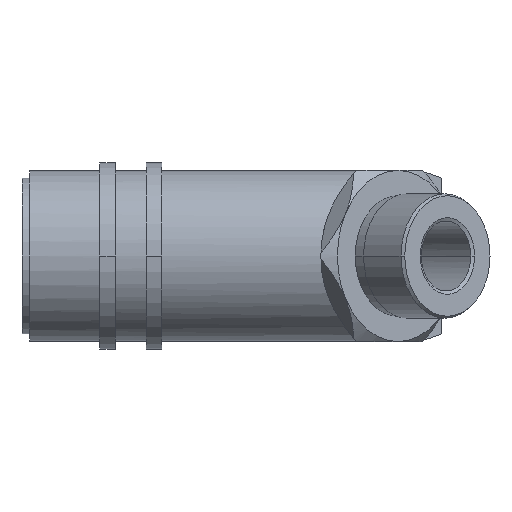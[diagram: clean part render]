
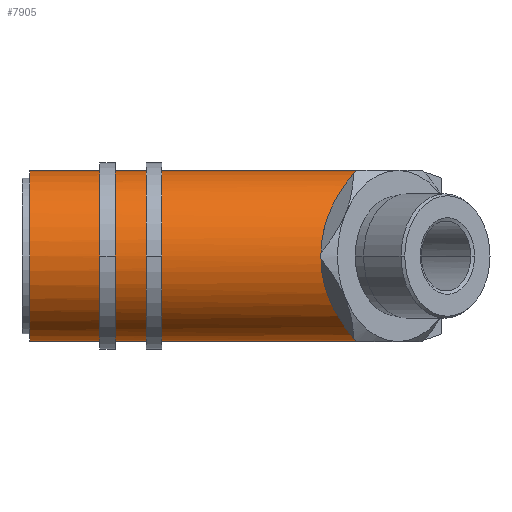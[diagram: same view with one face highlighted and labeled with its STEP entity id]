
A CAD part, front view. The second image highlights one B-rep face of the part: STEP entity #7905.
In plain terms, the highlighted cylindrical face has radius 11 mm (diameter 22 mm), a partial arc.
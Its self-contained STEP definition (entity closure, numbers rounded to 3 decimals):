
#23 =( BOUNDED_CURVE ( )  B_SPLINE_CURVE ( 3, ( #3024, #2293, #6427, #5076 ),
 .UNSPECIFIED., .F., .F. ) 
 B_SPLINE_CURVE_WITH_KNOTS ( ( 4, 4 ),
 ( 1.398, 1.571 ),
 .UNSPECIFIED. ) 
 CURVE ( )  GEOMETRIC_REPRESENTATION_ITEM ( )  RATIONAL_B_SPLINE_CURVE ( ( 1., 0.998, 0.998, 1. ) ) 
 REPRESENTATION_ITEM ( '' )  );
#28 = CARTESIAN_POINT ( 'NONE',  ( 48.18, -1.264, -10.945 ) ) ;
#151 = CARTESIAN_POINT ( 'NONE',  ( 0., 0., -11. ) ) ;
#815 = LINE ( 'NONE', #151, #2251 ) ;
#862 = CARTESIAN_POINT ( 'NONE',  ( 47.556, -1.887, -10.837 ) ) ;
#901 = EDGE_CURVE ( 'NONE', #8834, #3557, #815, .T. ) ;
#1042 = DIRECTION ( 'NONE',  ( -1., 0., 0. ) ) ;
#1475 = CARTESIAN_POINT ( 'NONE',  ( 0., 0., 11. ) ) ;
#1542 = EDGE_CURVE ( 'NONE', #6290, #2881, #8978, .T. ) ;
#1560 = CARTESIAN_POINT ( 'NONE',  ( 49.444, 0., -11. ) ) ;
#1680 = ORIENTED_EDGE ( 'NONE', *, *, #1542, .T. ) ;
#1795 = CIRCLE ( 'NONE', #4762, 11. ) ;
#1900 = VERTEX_POINT ( 'NONE', #2824 ) ;
#1902 = ORIENTED_EDGE ( 'NONE', *, *, #5577, .T. ) ;
#2003 = CARTESIAN_POINT ( 'NONE',  ( 1., 0., -11. ) ) ;
#2183 = DIRECTION ( 'NONE',  ( -1., 0., 0. ) ) ;
#2223 = LINE ( 'NONE', #1475, #4587 ) ;
#2251 = VECTOR ( 'NONE', #3600, 1000. ) ;
#2257 = CARTESIAN_POINT ( 'NONE',  ( 38.444, -11., 0. ) ) ;
#2293 = CARTESIAN_POINT ( 'NONE',  ( 48.18, -1.264, 10.945 ) ) ;
#2361 = CARTESIAN_POINT ( 'NONE',  ( 47.556, -1.887, -10.837 ) ) ;
#2441 = DIRECTION ( 'NONE',  ( 0., 0., 1. ) ) ;
#2467 = ORIENTED_EDGE ( 'NONE', *, *, #2621, .T. ) ;
#2591 = CARTESIAN_POINT ( 'NONE',  ( 49.444, 0., 11. ) ) ;
#2621 = EDGE_CURVE ( 'NONE', #3066, #1900, #2223, .T. ) ;
#2782 = CARTESIAN_POINT ( 'NONE',  ( 38.444, -11., 5.595 ) ) ;
#2824 = CARTESIAN_POINT ( 'NONE',  ( 1., 0., 11. ) ) ;
#2826 = CARTESIAN_POINT ( 'NONE',  ( 47.556, -1.887, 10.837 ) ) ;
#2881 = VERTEX_POINT ( 'NONE', #6072 ) ;
#2946 = ORIENTED_EDGE ( 'NONE', *, *, #6819, .T. ) ;
#3024 = CARTESIAN_POINT ( 'NONE',  ( 47.556, -1.887, 10.837 ) ) ;
#3066 = VERTEX_POINT ( 'NONE', #2591 ) ;
#3557 = VERTEX_POINT ( 'NONE', #2003 ) ;
#3600 = DIRECTION ( 'NONE',  ( -1., 0., 0. ) ) ;
#3820 = EDGE_CURVE ( 'NONE', #2881, #7412, #8277, .T. ) ;
#4403 = CARTESIAN_POINT ( 'NONE',  ( 48.811, -0.633, -11. ) ) ;
#4430 =( BOUNDED_CURVE ( )  B_SPLINE_CURVE ( 3, ( #1560, #4403, #28, #862 ),
 .UNSPECIFIED., .F., .F. ) 
 B_SPLINE_CURVE_WITH_KNOTS ( ( 4, 4 ),
 ( 4.712, 4.885 ),
 .UNSPECIFIED. ) 
 CURVE ( )  GEOMETRIC_REPRESENTATION_ITEM ( )  RATIONAL_B_SPLINE_CURVE ( ( 1., 0.998, 0.998, 1. ) ) 
 REPRESENTATION_ITEM ( '' )  );
#4587 = VECTOR ( 'NONE', #2183, 1000. ) ;
#4762 = AXIS2_PLACEMENT_3D ( 'NONE', #5973, #1042, #2441 ) ;
#4998 = CARTESIAN_POINT ( 'NONE',  ( 38.444, -11., -5.595 ) ) ;
#5041 = CARTESIAN_POINT ( 'NONE',  ( 42.044, -7.399, -9.877 ) ) ;
#5076 = CARTESIAN_POINT ( 'NONE',  ( 49.444, 0., 11. ) ) ;
#5192 = ORIENTED_EDGE ( 'NONE', *, *, #5706, .F. ) ;
#5577 = EDGE_CURVE ( 'NONE', #8834, #6290, #4430, .T. ) ;
#5706 = EDGE_CURVE ( 'NONE', #3557, #1900, #1795, .T. ) ;
#5726 = ORIENTED_EDGE ( 'NONE', *, *, #3820, .T. ) ;
#5790 = CARTESIAN_POINT ( 'NONE',  ( 0., 0., 0. ) ) ;
#5838 = CARTESIAN_POINT ( 'NONE',  ( 47.556, -1.887, -10.837 ) ) ;
#5973 = CARTESIAN_POINT ( 'NONE',  ( 1., 0., 0. ) ) ;
#6072 = CARTESIAN_POINT ( 'NONE',  ( 38.444, -11., 0. ) ) ;
#6290 = VERTEX_POINT ( 'NONE', #2361 ) ;
#6427 = CARTESIAN_POINT ( 'NONE',  ( 48.811, -0.633, 11. ) ) ;
#6819 = EDGE_CURVE ( 'NONE', #7412, #3066, #23, .T. ) ;
#7078 = EDGE_LOOP ( 'NONE', ( #8320, #1902, #1680, #5726, #2946, #2467, #5192 ) ) ;
#7159 = AXIS2_PLACEMENT_3D ( 'NONE', #5790, #8090, #7178 ) ;
#7178 = DIRECTION ( 'NONE',  ( 0., 0., 1. ) ) ;
#7263 = CYLINDRICAL_SURFACE ( 'NONE', #7159, 11. ) ;
#7412 = VERTEX_POINT ( 'NONE', #8677 ) ;
#7905 = ADVANCED_FACE ( 'NONE', ( #8741 ), #7263, .T. ) ;
#8090 = DIRECTION ( 'NONE',  ( -1., 0., 0. ) ) ;
#8277 =( BOUNDED_CURVE ( )  B_SPLINE_CURVE ( 3, ( #9192, #2782, #8311, #2826 ),
 .UNSPECIFIED., .F., .T. ) 
 B_SPLINE_CURVE_WITH_KNOTS ( ( 4, 4 ),
 ( 0., 1.398 ),
 .UNSPECIFIED. ) 
 CURVE ( )  GEOMETRIC_REPRESENTATION_ITEM ( )  RATIONAL_B_SPLINE_CURVE ( ( 1., 0.844, 0.844, 1. ) ) 
 REPRESENTATION_ITEM ( '' )  );
#8311 = CARTESIAN_POINT ( 'NONE',  ( 42.044, -7.399, 9.877 ) ) ;
#8320 = ORIENTED_EDGE ( 'NONE', *, *, #901, .F. ) ;
#8677 = CARTESIAN_POINT ( 'NONE',  ( 47.556, -1.887, 10.837 ) ) ;
#8741 = FACE_OUTER_BOUND ( 'NONE', #7078, .T. ) ;
#8834 = VERTEX_POINT ( 'NONE', #9117 ) ;
#8978 =( BOUNDED_CURVE ( )  B_SPLINE_CURVE ( 3, ( #5838, #5041, #4998, #2257 ),
 .UNSPECIFIED., .F., .F. ) 
 B_SPLINE_CURVE_WITH_KNOTS ( ( 4, 4 ),
 ( 4.885, 6.283 ),
 .UNSPECIFIED. ) 
 CURVE ( )  GEOMETRIC_REPRESENTATION_ITEM ( )  RATIONAL_B_SPLINE_CURVE ( ( 1., 0.844, 0.844, 1. ) ) 
 REPRESENTATION_ITEM ( '' )  );
#9117 = CARTESIAN_POINT ( 'NONE',  ( 49.444, 0., -11. ) ) ;
#9192 = CARTESIAN_POINT ( 'NONE',  ( 38.444, -11., 0. ) ) ;
